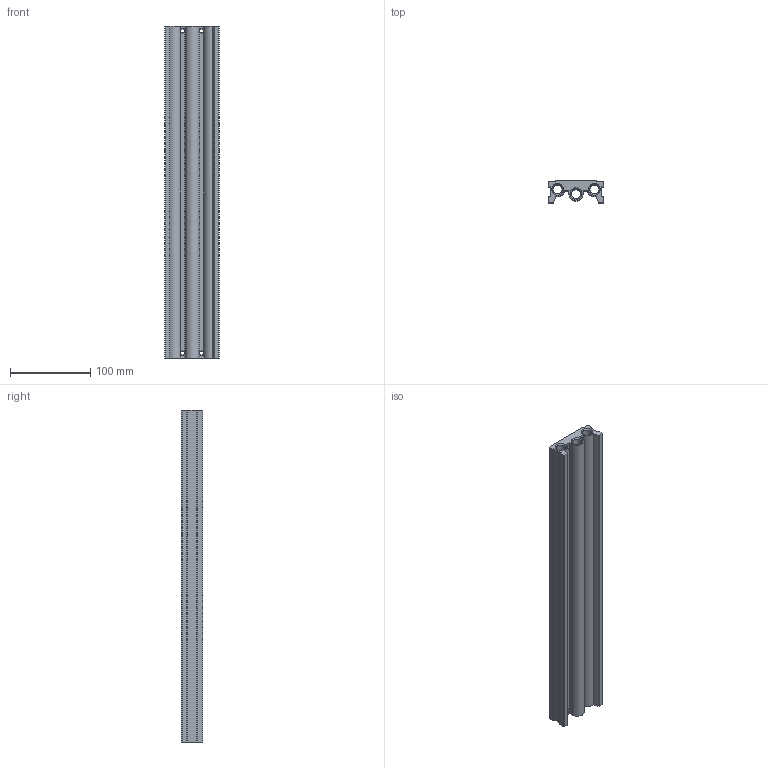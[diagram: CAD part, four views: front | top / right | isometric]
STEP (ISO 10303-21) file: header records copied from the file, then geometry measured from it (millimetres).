
FILE_DESCRIPTION (( 'STEP AP203' ), '1' );
FILE_NAME ('mf4500-m14.STEP', '2013-02-06T01:58:47', ( '' ), ( '' ), 'SwSTEP 2.0', 'SolidWorks 2008', '' );
FILE_SCHEMA (( 'CONFIG_CONTROL_DESIGN' ));
Length unit declared in the file: millimetre
Products named in the file (1): mf4500-m14
Bounding box: 68 x 27 x 413.5 mm (x, y, z)
Volume: 376515.1 mm3; surface area: 156229.8 mm2
Topology: 1 solids, 1 shells, 408 faces, 1098 edges, 746 vertices
Faces by surface type: cylinder 262, plane 116, cone 18, bspline 12
Entity records: 20173 total; most frequent: CARTESIAN_POINT 9899, ORIENTED_EDGE 2196, DIRECTION 2024, EDGE_CURVE 1098, AXIS2_PLACEMENT_3D 815, VERTEX_POINT 746, EDGE_LOOP 556, CIRCLE 418
